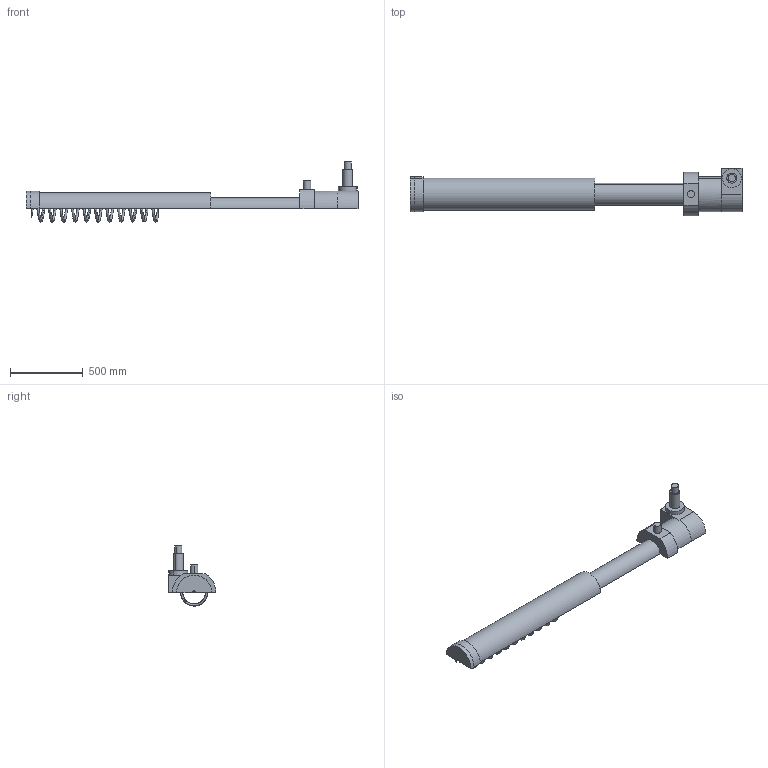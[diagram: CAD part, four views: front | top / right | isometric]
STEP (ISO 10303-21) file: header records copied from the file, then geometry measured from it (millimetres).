
FILE_DESCRIPTION(('CATIA V5 STEP Exchange'),'2;1');
FILE_NAME('ASS_amortisseur.stp','2023-06-05T14:08:36+00:00',('none'),('none'),'Version 5-6 Release 2012','CATIA V5 STEP AP203','none');
FILE_SCHEMA(('CONFIG_CONTROL_DESIGN'));
Length unit declared in the file: millimetre
Products named in the file (2): ASS_amortisseur; Product2
Assembly tree (9 placements, depth 3):
  ASS_amortisseur
    #58
    #838
    #2703
    #11913
    Product2  x2
      #12241
      #12264
    #12315
Bounding box: 2284 x 330 x 413.3 mm (x, y, z)
Volume: 22828467.5 mm3; surface area: 2502675.7 mm2
Topology: 5 solids, 5 shells, 326 faces, 932 edges, 607 vertices
Faces by surface type: cylinder 214, plane 60, bspline 48, revolution 2, torus 2
Entity records: 19353 total; most frequent: CARTESIAN_POINT 12046, ORIENTED_EDGE 1864, EDGE_CURVE 932, DIRECTION 850, VERTEX_POINT 606, EDGE_LOOP 438, VECTOR 364, LINE 364
